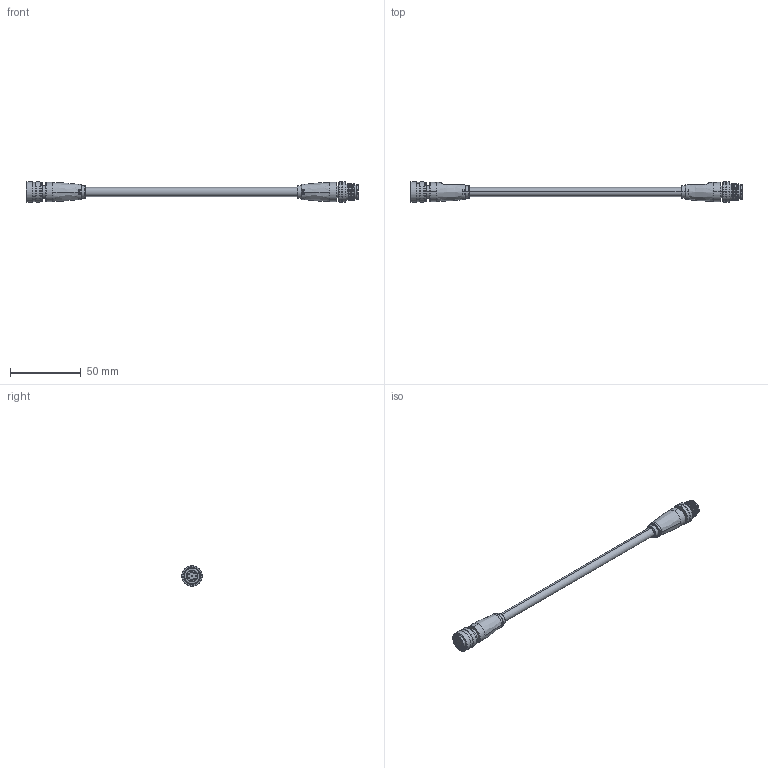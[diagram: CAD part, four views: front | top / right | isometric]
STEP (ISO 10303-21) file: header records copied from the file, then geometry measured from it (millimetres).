
FILE_DESCRIPTION (( 'STEP AP203' ), '1' );
FILE_NAME ('10-04530__revA.STEP', '2022-01-14T18:11:32', ( '' ), ( '' ), 'SwSTEP 2.0', 'SolidWorks 2021', '' );
FILE_SCHEMA (( 'CONFIG_CONTROL_DESIGN' ));
Length unit declared in the file: millimetre
Products named in the file (12): 50-00955-04___; 50-00955_STEP; 10-04530__revA; 50-00962-02_STEP; 24-00349_Wire O6.8 mm; 50-00955-03___; 50-00962-03___; 50-00955-02_STEP; 50-00962-01___; 50-00962_STEP; 50-00955-01___; 30-01691_blunt cut
Assembly tree (26 placements, depth 3):
  10-04530__revA
    30-01691_blunt cut
    24-00349_Wire O6.8 mm  x2
    50-00955_STEP
      50-00955-01___
      50-00955-02_STEP
      50-00955-03___  x8
      50-00955-04___
    50-00962_STEP
      50-00962-01___
      50-00962-02_STEP
      50-00962-03___  x8
Bounding box: 235.2 x 14.5 x 14.5 mm (x, y, z)
Volume: 14358.2 mm3; surface area: 56306 mm2
Topology: 354 solids, 354 shells, 3413 faces, 7442 edges, 4813 vertices
Faces by surface type: cylinder 1800, plane 1079, torus 226, cone 151, bspline 141, sphere 16
Entity records: 73329 total; most frequent: CARTESIAN_POINT 16045, DIRECTION 12793, ORIENTED_EDGE 10166, AXIS2_PLACEMENT_3D 5522, EDGE_CURVE 5083, VERTEX_POINT 3356, EDGE_LOOP 3195, CIRCLE 3096
